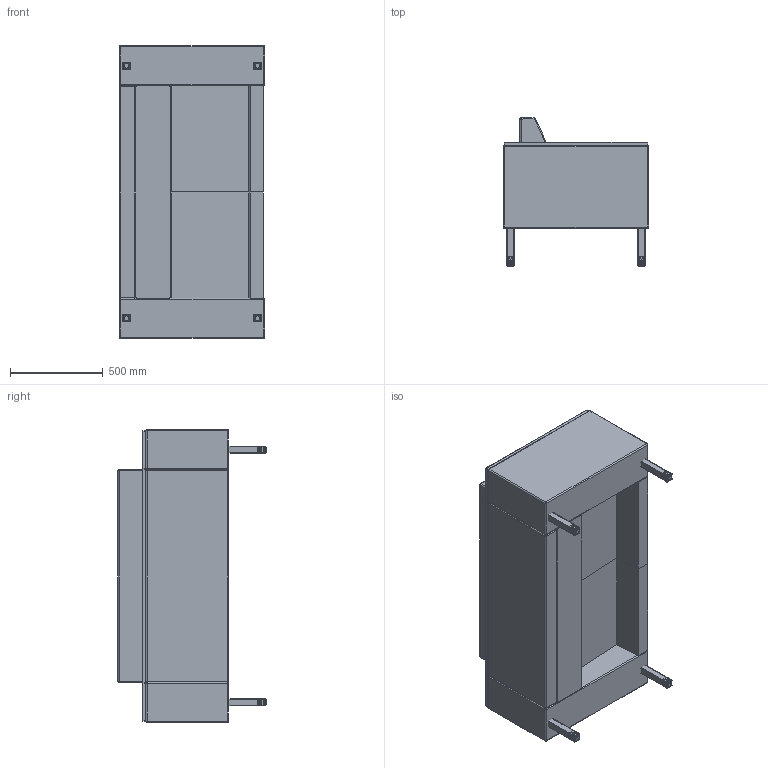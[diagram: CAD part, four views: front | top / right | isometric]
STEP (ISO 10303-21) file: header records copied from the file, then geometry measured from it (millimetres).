
FILE_DESCRIPTION(/* description */ (''),/* implementation_level */ '2;1');
FILE_NAME(/* name */ 'KAS28A.stp',/* time_stamp */ '2016-04-21T15:16:13-04:00',/* author */ ('emerkel'),/* organization */ (''),/* preprocessor_version */ 'ST-DEVELOPER v16.1',/* originating_system */ 'Autodesk Inventor 2016',/* authorisation */ '');
FILE_SCHEMA (('AUTOMOTIVE_DESIGN { 1 0 10303 214 3 1 1 }'));
Length unit declared in the file: inch
Products named in the file (12): KAS18 FARML-R; LEG 14.5; LEG CAP 1.5-1-B; UOBACK KAS23; TABLE TOP (3.375x45.125x.75); TABLE TOP (8.5x30.5x.75); UBACK KAS23; USEAT KAS10; GLD BLK 5-16; LEG CAP 1.5-1-B_1; KAS18 FARML-R_1; KAS28A
Assembly tree (16 placements, depth 4):
  KAS28A
    KAS18 FARML-R_1  x2
      KAS18 FARML-R
      LEG 14.5
      LEG CAP 1.5-1-B_1
        LEG CAP 1.5-1-B
        GLD BLK 5-16
    UOBACK KAS23
    TABLE TOP (3.375x45.125x.75)
    TABLE TOP (8.5x30.5x.75)  x2
    UBACK KAS23
    USEAT KAS10  x2
Bounding box: 781.05 x 798.7 x 1574.8 mm (x, y, z)
Volume: 389798021.7 mm3; surface area: 9017164.1 mm2
Topology: 29 solids, 37 shells, 3238 faces, 6820 edges, 3746 vertices
Faces by surface type: cylinder 965, plane 871, torus 622, bspline 558, sphere 118, cone 104
Full cylindrical faces by diameter (mm): 6.528 x8, 7.925 x8, 7.937 x28, 7.938 x28, 8.001 x4, 8.636 x4, 9.271 x4
Entity records: 34474 total; most frequent: CARTESIAN_POINT 16534, ORIENTED_EDGE 3632, DIRECTION 3618, EDGE_CURVE 1818, AXIS2_PLACEMENT_3D 1451, VERTEX_POINT 1008, EDGE_LOOP 964, FACE_OUTER_BOUND 891
